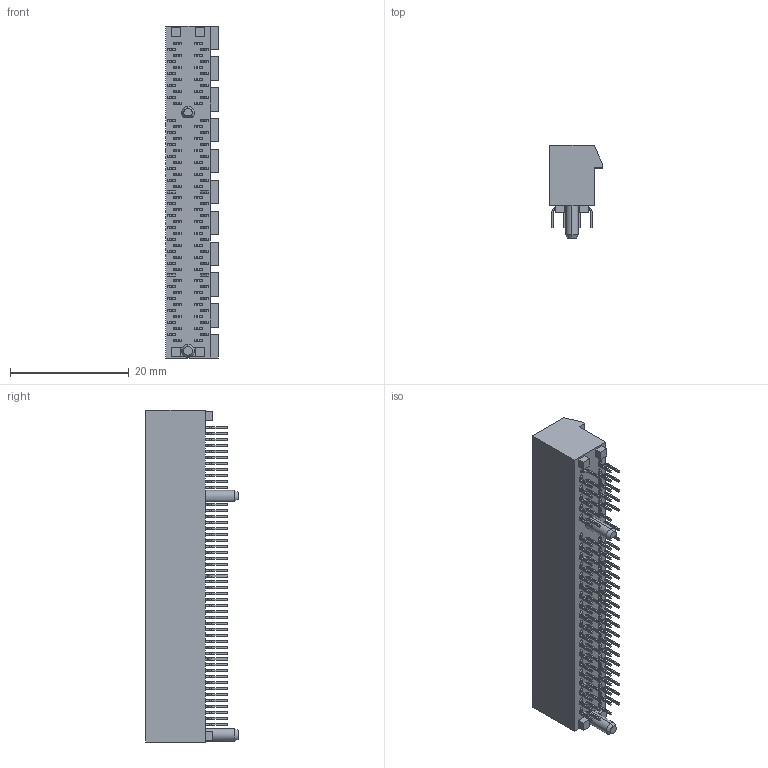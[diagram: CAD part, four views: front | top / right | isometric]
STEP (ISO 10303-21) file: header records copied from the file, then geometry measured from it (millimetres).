
FILE_DESCRIPTION (( 'STEP AP214' ), '1' );
FILE_NAME ('KPCIEX-T98-2BK_rA3.STEP', '2014-02-18T20:07:20', ( '' ), ( '' ), 'SwSTEP 2.0', 'SolidWorks 2012', '' );
FILE_SCHEMA (( 'AUTOMOTIVE_DESIGN' ));
Length unit declared in the file: millimetre
Products named in the file (1): KPCIEX-T98-2BK_rA3
Bounding box: 8.85 x 15.6 x 56 mm (x, y, z)
Volume: 3631.3 mm3; surface area: 3735.4 mm2
Topology: 1 solids, 1 shells, 1244 faces, 3337 edges, 2199 vertices
Faces by surface type: plane 844, cylinder 396, cone 4
Entity records: 40587 total; most frequent: CARTESIAN_POINT 6787, ORIENTED_EDGE 6674, DIRECTION 6625, EDGE_CURVE 3337, VECTOR 2535, LINE 2535, VERTEX_POINT 2199, AXIS2_PLACEMENT_3D 2045
